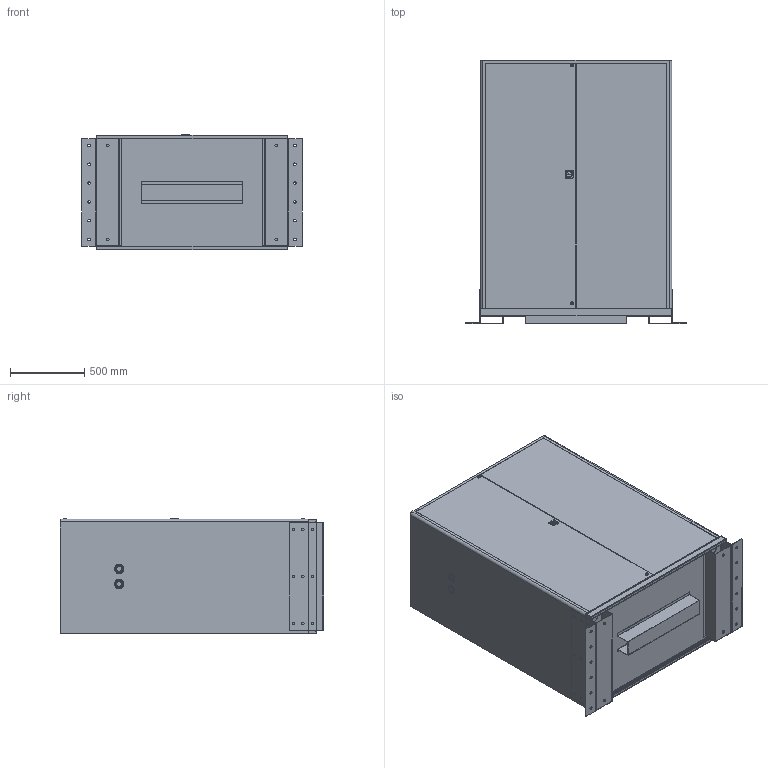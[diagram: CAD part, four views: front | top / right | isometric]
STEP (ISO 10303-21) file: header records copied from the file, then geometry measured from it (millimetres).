
FILE_DESCRIPTION (( 'STEP AP214' ), '1' );
FILE_NAME ('BattD-SV.STEP', '2025-09-12T20:57:33', ( '' ), ( '' ), 'SwSTEP 2.0', 'SolidWorks 2016', '' );
FILE_SCHEMA (( 'AUTOMOTIVE_DESIGN' ));
Length unit declared in the file: inch
Products named in the file (7): WR Lock01; Battery51 Item 1; Base51; WR Pull Handle; BattD-SV; 5009-854; Battery51 A01
Assembly tree (8 placements, depth 3):
  BattD-SV
    Battery51 A01
      Base51
      Battery51 Item 1
      WR Pull Handle
      WR Lock01  x2
    5009-854  x2
Bounding box: 1492.25 x 1778 x 781.09 mm (x, y, z)
Volume: 1689426719.8 mm3; surface area: 14223017.7 mm2
Topology: 14 solids, 14 shells, 418 faces, 950 edges, 606 vertices
Faces by surface type: cylinder 211, plane 197, bspline 6, cone 4
Entity records: 10685 total; most frequent: CARTESIAN_POINT 1892, DIRECTION 1878, ORIENTED_EDGE 1610, EDGE_CURVE 805, AXIS2_PLACEMENT_3D 716, VERTEX_POINT 512, EDGE_LOOP 455, VECTOR 446
